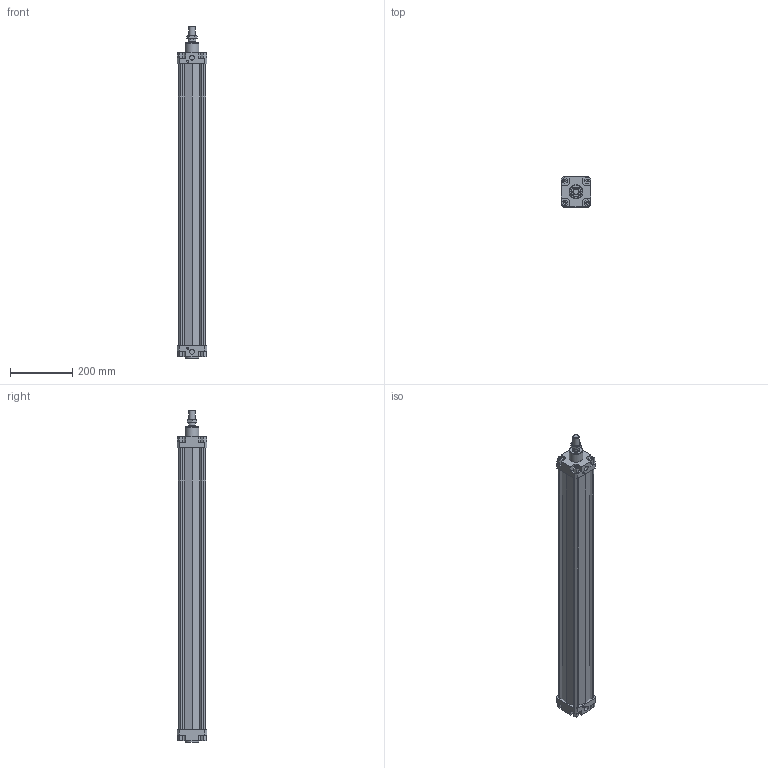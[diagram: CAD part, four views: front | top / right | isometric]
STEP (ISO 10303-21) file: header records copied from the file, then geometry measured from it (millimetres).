
FILE_DESCRIPTION( ( 'Unknown' ), '1' );
FILE_NAME( '1319.80.850.01.stp', 'Unknown', ( 'Unknown' ), ( 'Unknown' ), 'PSStep 17.0.49', 'Unknown', ' ' );
FILE_SCHEMA( ( 'AUTOMOTIVE_DESIGN { 1 0 10303 214 1 1 1 1 }' ) );
Length unit declared in the file: millimetre
Products named in the file (4): Assem1; CIM02_80_100; CIM01_80_100; 1320_80_18F
Assembly tree (3 placements, depth 2):
  Assem1
    CIM02_80_100
    CIM01_80_100
    1320_80_18F
Bounding box: 95 x 95 x 1068 mm (x, y, z)
Volume: 3048881.5 mm3; surface area: 712819.8 mm2
Topology: 3 solids, 3 shells, 208 faces, 523 edges, 341 vertices
Faces by surface type: plane 160, cone 26, cylinder 22
Full cylindrical faces by diameter (mm): 6.5 x2, 8.5 x8, 15.2 x2, 18 x1, 18.5 x1, 20 x1, 24.5 x1, 25 x2, 45 x2, 80 x2
Entity records: 7566 total; most frequent: CARTESIAN_POINT 1068, ORIENTED_EDGE 946, DIRECTION 936, EDGE_CURVE 473, LINE 386, VECTOR 386, VERTEX_POINT 335, AXIS2_PLACEMENT_3D 275
